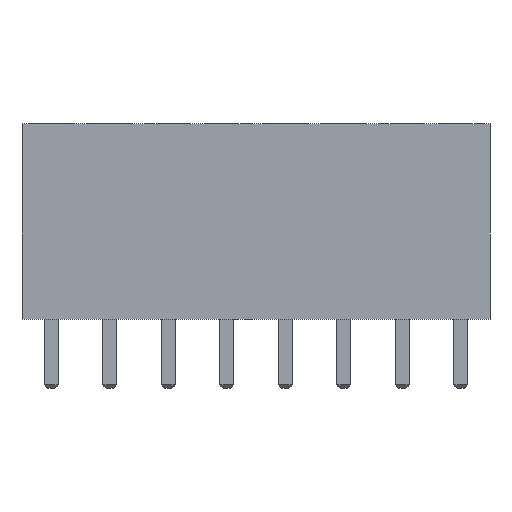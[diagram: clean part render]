
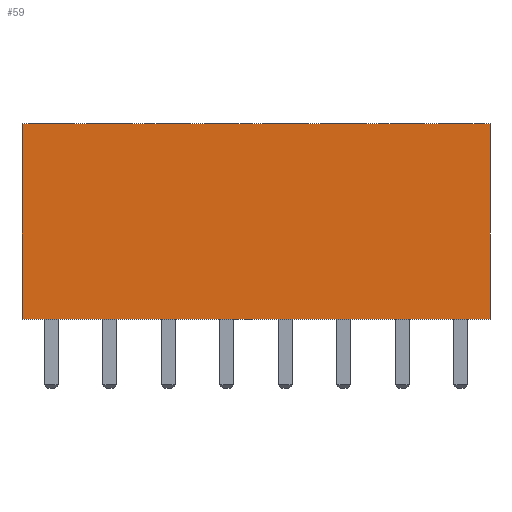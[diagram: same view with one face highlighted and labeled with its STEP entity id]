
A CAD part, front view. The second image highlights one B-rep face of the part: STEP entity #59.
In plain terms, the highlighted planar face has unit normal (0, -1, 0).
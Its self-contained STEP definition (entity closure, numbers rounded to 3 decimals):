
#59 = ADVANCED_FACE ( 'NONE', ( #4451 ), #4002, .F. ) ;
#391 = ORIENTED_EDGE ( 'NONE', *, *, #2673, .F. ) ;
#471 = AXIS2_PLACEMENT_3D ( 'NONE', #4903, #1552, #2841 ) ;
#505 = ORIENTED_EDGE ( 'NONE', *, *, #5148, .T. ) ;
#593 = VECTOR ( 'NONE', #4337, 1000. ) ;
#715 = LINE ( 'NONE', #1179, #4913 ) ;
#745 = ORIENTED_EDGE ( 'NONE', *, *, #1687, .T. ) ;
#775 = VECTOR ( 'NONE', #1091, 1000. ) ;
#1009 = VERTEX_POINT ( 'NONE', #1302 ) ;
#1054 = DIRECTION ( 'NONE',  ( 1., 0., 0. ) ) ;
#1084 = EDGE_LOOP ( 'NONE', ( #505, #4458, #391, #745 ) ) ;
#1091 = DIRECTION ( 'NONE',  ( 0., 0., -1. ) ) ;
#1179 = CARTESIAN_POINT ( 'NONE',  ( -1.27, -1.27, 8.5 ) ) ;
#1302 = CARTESIAN_POINT ( 'NONE',  ( -1.27, -1.27, 8.5 ) ) ;
#1552 = DIRECTION ( 'NONE',  ( 0., 1., 0. ) ) ;
#1599 = VECTOR ( 'NONE', #1054, 1000. ) ;
#1687 = EDGE_CURVE ( 'NONE', #1009, #2176, #3164, .T. ) ;
#1818 = CARTESIAN_POINT ( 'NONE',  ( 19.05, -1.27, 8.5 ) ) ;
#2176 = VERTEX_POINT ( 'NONE', #4896 ) ;
#2645 = LINE ( 'NONE', #4714, #775 ) ;
#2673 = EDGE_CURVE ( 'NONE', #1009, #4177, #715, .T. ) ;
#2820 = DIRECTION ( 'NONE',  ( 1., 0., 0. ) ) ;
#2841 = DIRECTION ( 'NONE',  ( 0., 0., 1. ) ) ;
#3164 = LINE ( 'NONE', #3867, #593 ) ;
#3478 = CARTESIAN_POINT ( 'NONE',  ( -1.27, -1.27, 0. ) ) ;
#3597 = EDGE_CURVE ( 'NONE', #4177, #5209, #2645, .T. ) ;
#3854 = LINE ( 'NONE', #3478, #1599 ) ;
#3867 = CARTESIAN_POINT ( 'NONE',  ( -1.27, -1.27, 8.5 ) ) ;
#4002 = PLANE ( 'NONE',  #471 ) ;
#4097 = CARTESIAN_POINT ( 'NONE',  ( 19.05, -1.27, 0. ) ) ;
#4177 = VERTEX_POINT ( 'NONE', #1818 ) ;
#4337 = DIRECTION ( 'NONE',  ( 0., 0., -1. ) ) ;
#4451 = FACE_OUTER_BOUND ( 'NONE', #1084, .T. ) ;
#4458 = ORIENTED_EDGE ( 'NONE', *, *, #3597, .F. ) ;
#4714 = CARTESIAN_POINT ( 'NONE',  ( 19.05, -1.27, 8.5 ) ) ;
#4896 = CARTESIAN_POINT ( 'NONE',  ( -1.27, -1.27, 0. ) ) ;
#4903 = CARTESIAN_POINT ( 'NONE',  ( -1.27, -1.27, 8.5 ) ) ;
#4913 = VECTOR ( 'NONE', #2820, 1000. ) ;
#5148 = EDGE_CURVE ( 'NONE', #2176, #5209, #3854, .T. ) ;
#5209 = VERTEX_POINT ( 'NONE', #4097 ) ;
